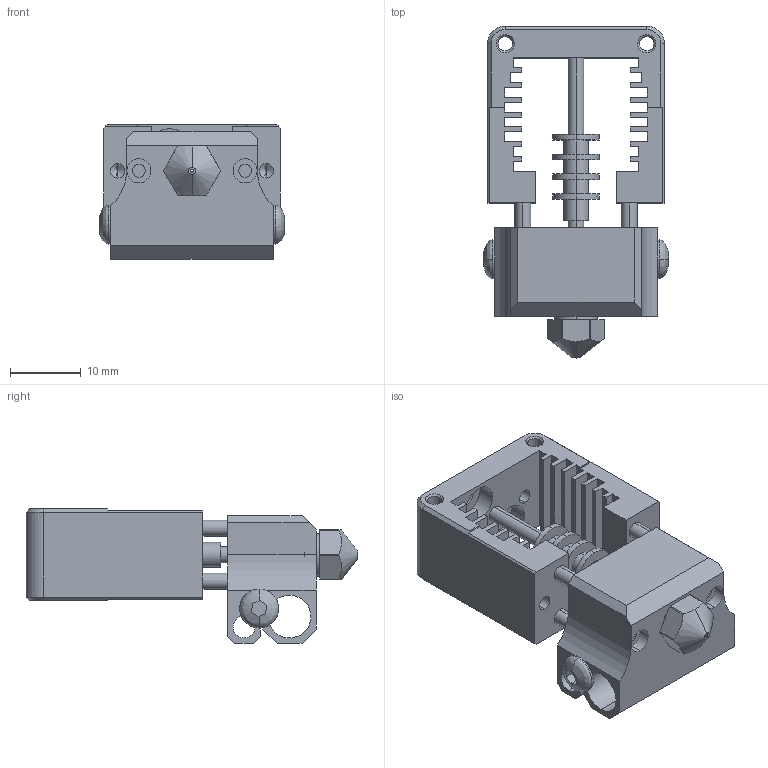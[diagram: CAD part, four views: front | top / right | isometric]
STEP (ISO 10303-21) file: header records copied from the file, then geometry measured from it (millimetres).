
FILE_DESCRIPTION (( 'STEP AP214' ), '1' );
FILE_NAME ('Mosquito Hotend Std.STEP', '2018-07-23T23:55:12', ( '' ), ( '' ), 'SwSTEP 2.0', 'SolidWorks 2016', '' );
FILE_SCHEMA (( 'AUTOMOTIVE_DESIGN' ));
Length unit declared in the file: millimetre
Products named in the file (1): Mosquito Hotend Std
Bounding box: 26.17 x 46.9 x 19 mm (x, y, z)
Volume: 7343.5 mm3; surface area: 6843.5 mm2
Topology: 1 solids, 1 shells, 264 faces, 691 edges, 444 vertices
Faces by surface type: plane 152, cylinder 88, cone 20, bspline 4
Entity records: 8921 total; most frequent: CARTESIAN_POINT 2088, DIRECTION 1387, ORIENTED_EDGE 1374, EDGE_CURVE 687, AXIS2_PLACEMENT_3D 471, LINE 445, VECTOR 445, VERTEX_POINT 444
